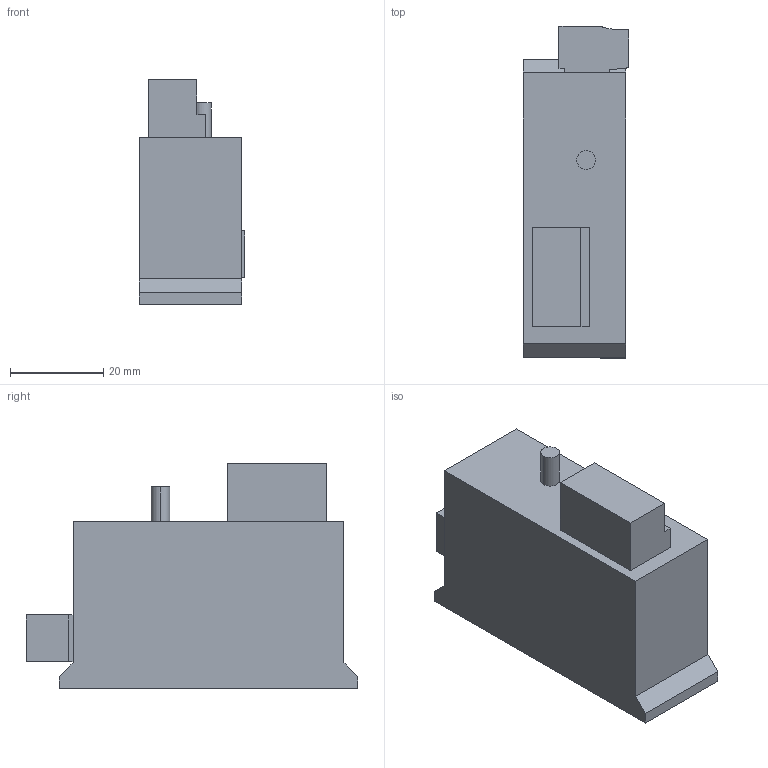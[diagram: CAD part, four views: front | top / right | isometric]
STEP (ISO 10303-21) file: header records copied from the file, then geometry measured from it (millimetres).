
FILE_DESCRIPTION (( 'STEP AP214' ), '1' );
FILE_NAME ('48250080.step', '2018-06-04T13:10:34', ( '' ), ( '' ), 'SwSTEP 2.0', 'SolidWorks 2017', '' );
FILE_SCHEMA (( 'AUTOMOTIVE_DESIGN' ));
Length unit declared in the file: inch
Products named in the file (1): 48250080
Bounding box: 22.67 x 71.3 x 48.3 mm (x, y, z)
Volume: 50714.7 mm3; surface area: 10228.8 mm2
Topology: 1 solids, 1 shells, 78 faces, 190 edges, 124 vertices
Faces by surface type: plane 66, cylinder 12
Entity records: 3316 total; most frequent: CARTESIAN_POINT 393, ORIENTED_EDGE 380, DIRECTION 380, EDGE_CURVE 190, LINE 158, VECTOR 158, VERTEX_POINT 124, AXIS2_PLACEMENT_3D 111
